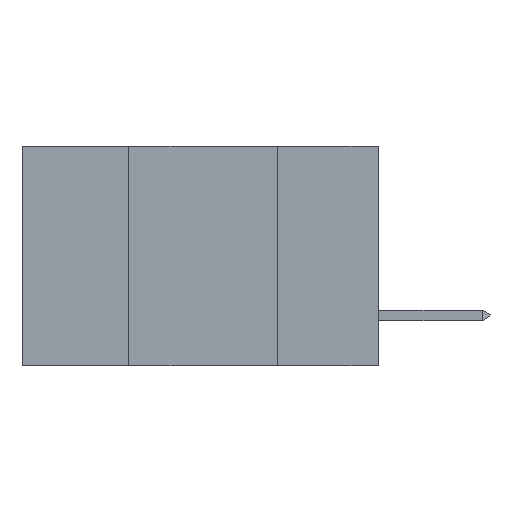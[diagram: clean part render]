
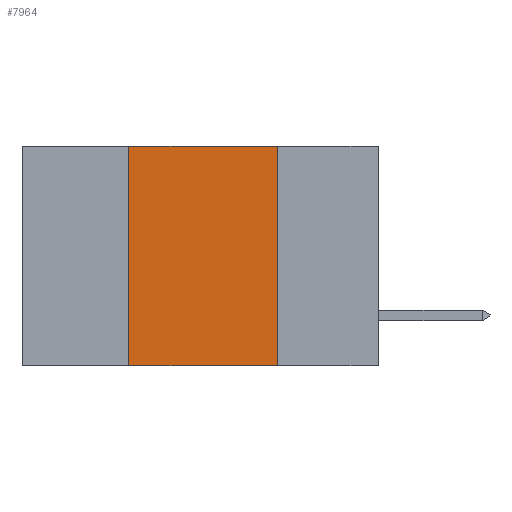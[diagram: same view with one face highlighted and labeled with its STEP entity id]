
A CAD part, left-side view. The second image highlights one B-rep face of the part: STEP entity #7964.
In plain terms, the highlighted planar face has unit normal (-1, 0, 0).
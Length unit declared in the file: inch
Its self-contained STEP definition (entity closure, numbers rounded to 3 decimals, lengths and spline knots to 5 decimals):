
#725 = DIRECTION ( 'NONE',  ( 0., -1., 0. ) ) ;
#761 = DIRECTION ( 'NONE',  ( 0., 0., -1. ) ) ;
#843 = VERTEX_POINT ( 'NONE', #8184 ) ;
#921 = PLANE ( 'NONE',  #3774 ) ;
#1219 = CARTESIAN_POINT ( 'NONE',  ( 0., 0.17, 0. ) ) ;
#1350 = ORIENTED_EDGE ( 'NONE', *, *, #8894, .F. ) ;
#1710 = DIRECTION ( 'NONE',  ( 0., -1., 0. ) ) ;
#1778 = VERTEX_POINT ( 'NONE', #1219 ) ;
#3505 = CARTESIAN_POINT ( 'NONE',  ( 0., 0.42, -0.37 ) ) ;
#3599 = VERTEX_POINT ( 'NONE', #10248 ) ;
#3752 = VECTOR ( 'NONE', #761, 39.37008 ) ;
#3774 = AXIS2_PLACEMENT_3D ( 'NONE', #7700, #6871, #4765 ) ;
#4338 = LINE ( 'NONE', #3505, #7669 ) ;
#4670 = EDGE_LOOP ( 'NONE', ( #5651, #12253, #1350, #11399 ) ) ;
#4765 = DIRECTION ( 'NONE',  ( 0., 0., -1. ) ) ;
#4770 = VECTOR ( 'NONE', #725, 39.37008 ) ;
#5651 = ORIENTED_EDGE ( 'NONE', *, *, #6872, .F. ) ;
#6117 = EDGE_CURVE ( 'NONE', #843, #1778, #11511, .T. ) ;
#6380 = DIRECTION ( 'NONE',  ( 0., 0., 1. ) ) ;
#6416 = EDGE_CURVE ( 'NONE', #9659, #3599, #6434, .T. ) ;
#6434 = LINE ( 'NONE', #12400, #4770 ) ;
#6871 = DIRECTION ( 'NONE',  ( 1., 0., 0. ) ) ;
#6872 = EDGE_CURVE ( 'NONE', #1778, #3599, #10646, .T. ) ;
#7398 = CARTESIAN_POINT ( 'NONE',  ( 0., 0.6, 0. ) ) ;
#7669 = VECTOR ( 'NONE', #6380, 39.37008 ) ;
#7700 = CARTESIAN_POINT ( 'NONE',  ( 0., 0.6, 0. ) ) ;
#7964 = ADVANCED_FACE ( 'NONE', ( #8920 ), #921, .F. ) ;
#8184 = CARTESIAN_POINT ( 'NONE',  ( 0., 0.42, 0. ) ) ;
#8894 = EDGE_CURVE ( 'NONE', #9659, #843, #4338, .T. ) ;
#8920 = FACE_OUTER_BOUND ( 'NONE', #4670, .T. ) ;
#9245 = CARTESIAN_POINT ( 'NONE',  ( 0., 0.17, -0.37 ) ) ;
#9302 = VECTOR ( 'NONE', #1710, 39.37008 ) ;
#9659 = VERTEX_POINT ( 'NONE', #11541 ) ;
#10248 = CARTESIAN_POINT ( 'NONE',  ( 0., 0.17, -0.37 ) ) ;
#10646 = LINE ( 'NONE', #9245, #3752 ) ;
#11399 = ORIENTED_EDGE ( 'NONE', *, *, #6416, .T. ) ;
#11511 = LINE ( 'NONE', #7398, #9302 ) ;
#11541 = CARTESIAN_POINT ( 'NONE',  ( 0., 0.42, -0.37 ) ) ;
#12253 = ORIENTED_EDGE ( 'NONE', *, *, #6117, .F. ) ;
#12400 = CARTESIAN_POINT ( 'NONE',  ( 0., 0.6, -0.37 ) ) ;
